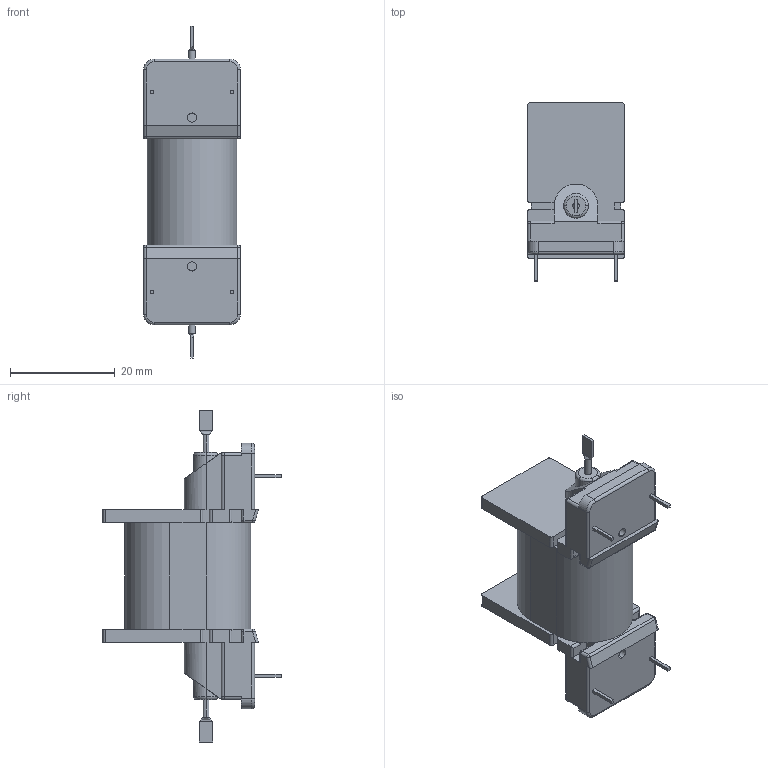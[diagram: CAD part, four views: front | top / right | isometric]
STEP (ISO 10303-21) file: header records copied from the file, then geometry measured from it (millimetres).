
FILE_DESCRIPTION (( 'STEP AP214' ), '1' );
FILE_NAME ('GR6JNB218_step_110612.STEP', '2012-11-06T17:23:28', ( 'RUlrich' ), ( 'Genco' ), 'SwSTEP 2.0', 'SolidWorks 2010', '' );
FILE_SCHEMA (( 'AUTOMOTIVE_DESIGN' ));
Length unit declared in the file: inch
Products named in the file (1): GR6JNB218_step_110612
Bounding box: 18.54 x 34.09 x 63.5 mm (x, y, z)
Volume: 13483.7 mm3; surface area: 5008.1 mm2
Topology: 1 solids, 1 shells, 224 faces, 568 edges, 348 vertices
Faces by surface type: plane 114, cylinder 78, sphere 12, torus 10, bspline 10
Entity records: 7677 total; most frequent: CARTESIAN_POINT 1347, DIRECTION 1136, ORIENTED_EDGE 1120, EDGE_CURVE 560, AXIS2_PLACEMENT_3D 385, LINE 366, VECTOR 366, VERTEX_POINT 348
